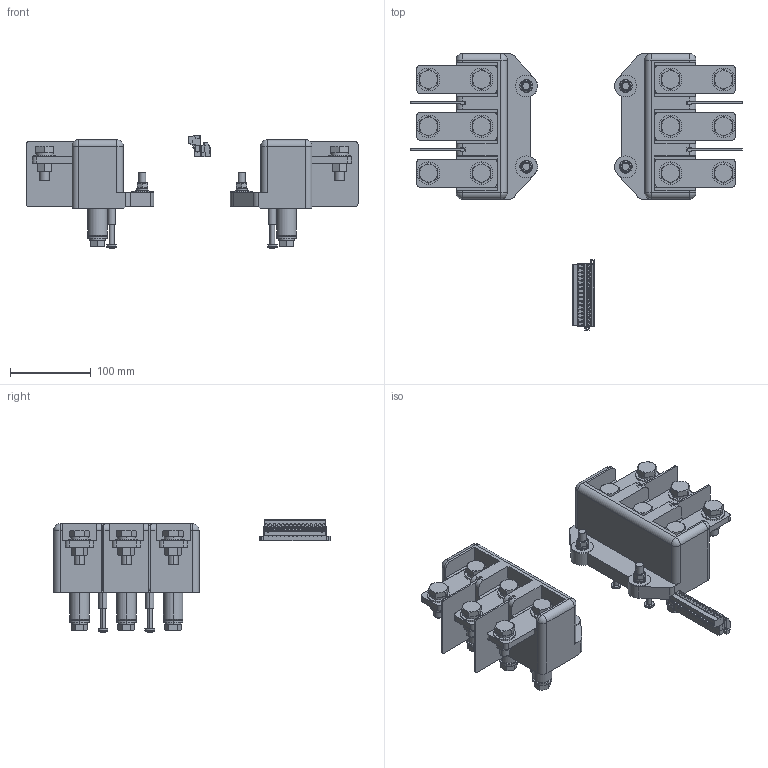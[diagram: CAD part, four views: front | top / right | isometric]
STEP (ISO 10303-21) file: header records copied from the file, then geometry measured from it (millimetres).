
FILE_DESCRIPTION (( 'STEP AP203' ), '1' );
FILE_NAME ('mccb99m-630-pin-3f.ÃÌ Ïàíåëü âòû÷íàÿ äëÿ ÂÀ-99Ì 630 ïåðåäíåãî ïðèñîåäèíåíèÿ EKF.STEP', '2025-03-26T13:03:41', ( '' ), ( '' ), 'SwSTEP 2.0', 'SolidWorks 2021', '' );
FILE_SCHEMA (( 'CONFIG_CONTROL_DESIGN' ));
Products named in the file (1): mccb99m-630-pin-3f.ÃÌ Ïàíåëü âòû÷íàÿ äëÿ ÂÀ-99Ì 630 ïåðåäíåãî ïðèñîåäèíåíèÿ EKF
Bounding box: 411 x 342.62 x 139.65 mm (x, y, z)
Volume: 2228123.9 mm3; surface area: 455601 mm2
Topology: 104 solids, 104 shells, 2606 faces, 6077 edges, 3860 vertices
Faces by surface type: plane 1602, cylinder 602, cone 308, sphere 54, torus 40
Entity records: 75958 total; most frequent: CARTESIAN_POINT 15763, DIRECTION 12701, ORIENTED_EDGE 12122, EDGE_CURVE 6061, AXIS2_PLACEMENT_3D 4509, VERTEX_POINT 3860, VECTOR 3683, LINE 3683
